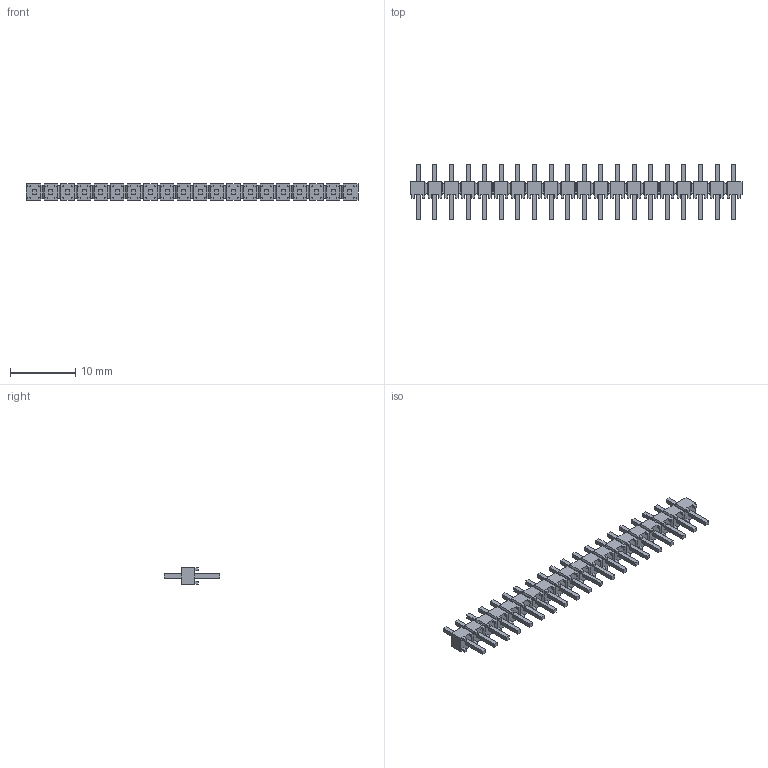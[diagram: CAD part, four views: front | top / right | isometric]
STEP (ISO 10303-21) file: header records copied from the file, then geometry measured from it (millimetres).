
FILE_DESCRIPTION( ( 'STEP AP214' ), ' ' );
FILE_NAME( 'HTSW-120-05-G-S.stp', '2016-09-25T19:06:41', ( '' ), ( '' ), ' ', 'PARTsolutions', ' ' );
FILE_SCHEMA( ( 'AUTOMOTIVE_DESIGN { 1 0 10303 214 1 1 1 1 }' ) );
Length unit declared in the file: inch
Products named in the file (3): HTSW-120-05-G-S; _HTSW-120-05-G-S_body; _T-1S6-21-HTSW-1--05-20-S
Assembly tree (2 placements, depth 2):
  HTSW-120-05-G-S
    _HTSW-120-05-G-S_body
    _T-1S6-21-HTSW-1--05-20-S
Bounding box: 50.8 x 8.51 x 2.49 mm (x, y, z)
Volume: 308.4 mm3; surface area: 1174.9 mm2
Topology: 2 solids, 2 shells, 878 faces, 2274 edges, 1440 vertices
Faces by surface type: plane 878
Entity records: 33072 total; most frequent: CARTESIAN_POINT 4595, ORIENTED_EDGE 4548, DIRECTION 4036, EDGE_CURVE 2274, LINE 2274, VECTOR 2274, VERTEX_POINT 1440, EDGE_LOOP 958
